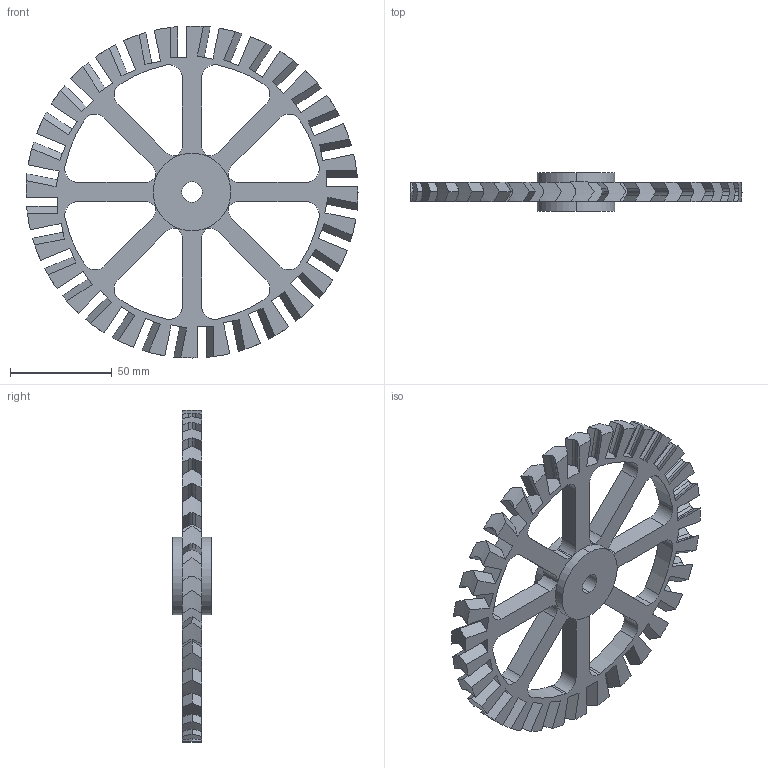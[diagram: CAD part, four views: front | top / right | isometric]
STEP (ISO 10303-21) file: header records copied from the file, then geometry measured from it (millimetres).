
FILE_DESCRIPTION (( 'STEP AP214' ), '1' );
FILE_NAME ('[TP] [Turb] Rotor6.STEP', '2024-04-01T09:31:55', ( '' ), ( '' ), 'SwSTEP 2.0', 'SolidWorks 2023', '' );
FILE_SCHEMA (( 'AUTOMOTIVE_DESIGN' ));
Length unit declared in the file: inch
Products named in the file (1): [TP] [Turb] Rotor6
Bounding box: 162.81 x 19.05 x 162.81 mm (x, y, z)
Volume: 96768.2 mm3; surface area: 47716.8 mm2
Topology: 2 solids, 2 shells, 330 faces, 976 edges, 650 vertices
Faces by surface type: plane 180, cylinder 150
Entity records: 11480 total; most frequent: CARTESIAN_POINT 2853, ORIENTED_EDGE 1952, DIRECTION 1680, EDGE_CURVE 976, VERTEX_POINT 650, AXIS2_PLACEMENT_3D 565, LINE 550, VECTOR 550
